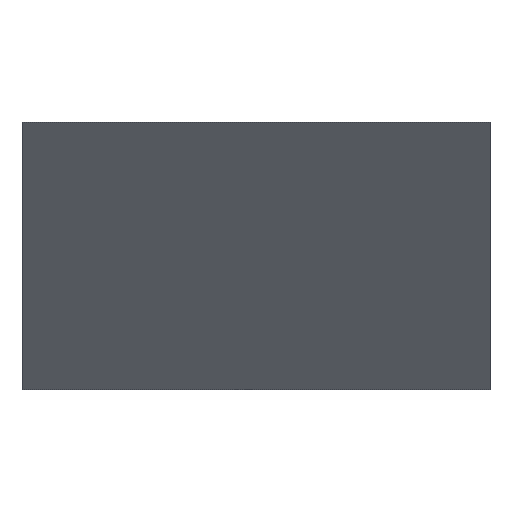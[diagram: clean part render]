
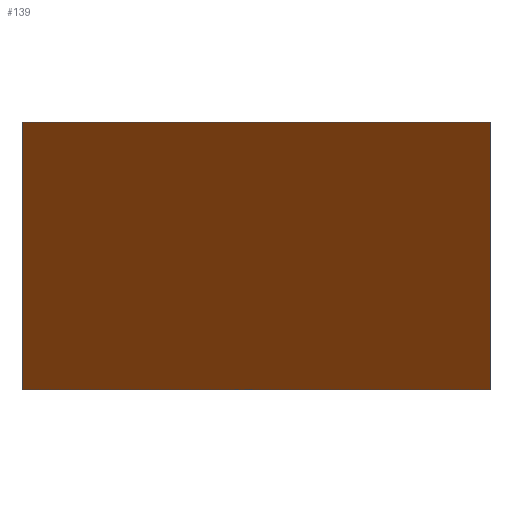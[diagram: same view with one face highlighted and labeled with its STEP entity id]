
A CAD part, front view. The second image highlights one B-rep face of the part: STEP entity #139.
In plain terms, the highlighted planar face has unit normal (-0.789, -0.614, 0).
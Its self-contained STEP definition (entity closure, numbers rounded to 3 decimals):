
#18=PLANE('',#164);
#27=FACE_OUTER_BOUND('',#36,.T.);
#36=EDGE_LOOP('',(#114,#115,#116,#117));
#44=LINE('',#221,#58);
#48=LINE('',#229,#62);
#49=LINE('',#231,#63);
#50=LINE('',#232,#64);
#58=VECTOR('',#185,10.);
#62=VECTOR('',#191,10.);
#63=VECTOR('',#192,10.);
#64=VECTOR('',#193,10.);
#76=VERTEX_POINT('',#219);
#77=VERTEX_POINT('',#220);
#80=VERTEX_POINT('',#228);
#81=VERTEX_POINT('',#230);
#89=EDGE_CURVE('',#76,#77,#44,.T.);
#93=EDGE_CURVE('',#80,#76,#48,.T.);
#94=EDGE_CURVE('',#81,#80,#49,.T.);
#95=EDGE_CURVE('',#81,#77,#50,.T.);
#114=ORIENTED_EDGE('',*,*,#89,.F.);
#115=ORIENTED_EDGE('',*,*,#93,.F.);
#116=ORIENTED_EDGE('',*,*,#94,.F.);
#117=ORIENTED_EDGE('',*,*,#95,.T.);
#139=ADVANCED_FACE('',(#27),#18,.F.);
#164=AXIS2_PLACEMENT_3D('',#227,#189,#190);
#185=DIRECTION('',(0.614,-0.789,0.));
#189=DIRECTION('center_axis',(0.789,0.614,0.));
#190=DIRECTION('ref_axis',(0.614,-0.789,0.));
#191=DIRECTION('',(0.,0.,1.));
#192=DIRECTION('',(-0.614,0.789,0.));
#193=DIRECTION('',(0.,0.,1.));
#219=CARTESIAN_POINT('',(0.,4.5,2.));
#220=CARTESIAN_POINT('',(3.5,0.,2.));
#221=CARTESIAN_POINT('',(-0.397,5.011,2.));
#227=CARTESIAN_POINT('Origin',(0.,4.5,2.));
#228=CARTESIAN_POINT('',(0.,4.5,0.));
#229=CARTESIAN_POINT('',(0.,4.5,1.));
#230=CARTESIAN_POINT('',(3.5,0.,0.));
#231=CARTESIAN_POINT('',(-0.397,5.011,0.));
#232=CARTESIAN_POINT('',(3.5,0.,0.));
